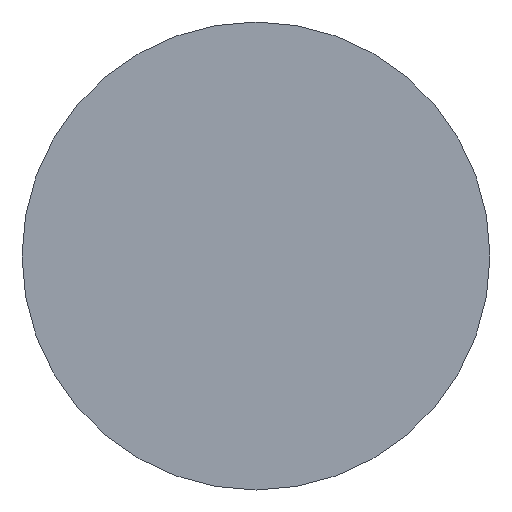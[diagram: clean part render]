
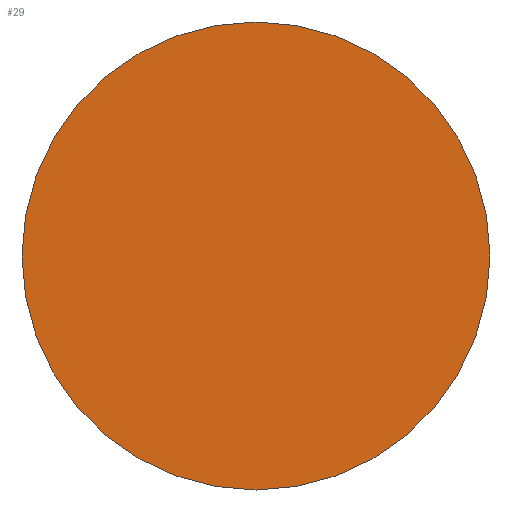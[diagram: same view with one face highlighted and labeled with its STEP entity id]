
A CAD part, left-side view. The second image highlights one B-rep face of the part: STEP entity #29.
In plain terms, the highlighted planar face has unit normal (-1, 0, 0).
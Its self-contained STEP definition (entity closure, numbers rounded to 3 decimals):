
#5 = DIRECTION ( 'NONE',  ( 0., 0., -1. ) ) ;
#6 = EDGE_CURVE ( 'NONE', #180, #106, #55, .T. ) ;
#7 = DIRECTION ( 'NONE',  ( 0., 0., 1. ) ) ;
#25 = EDGE_CURVE ( 'NONE', #106, #180, #105, .T. ) ;
#29 = ADVANCED_FACE ( 'NONE', ( #58 ), #81, .F. ) ;
#37 = ORIENTED_EDGE ( 'NONE', *, *, #25, .T. ) ;
#49 = AXIS2_PLACEMENT_3D ( 'NONE', #160, #57, #80 ) ;
#55 = CIRCLE ( 'NONE', #72, 40. ) ;
#57 = DIRECTION ( 'NONE',  ( -1., 0., 0. ) ) ;
#58 = FACE_OUTER_BOUND ( 'NONE', #184, .T. ) ;
#71 = DIRECTION ( 'NONE',  ( 1., 0., 0. ) ) ;
#72 = AXIS2_PLACEMENT_3D ( 'NONE', #125, #165, #7 ) ;
#80 = DIRECTION ( 'NONE',  ( 0., 0., 1. ) ) ;
#81 = PLANE ( 'NONE',  #141 ) ;
#101 = CARTESIAN_POINT ( 'NONE',  ( 236.156, 130.042, -40. ) ) ;
#105 = CIRCLE ( 'NONE', #49, 40. ) ;
#106 = VERTEX_POINT ( 'NONE', #101 ) ;
#125 = CARTESIAN_POINT ( 'NONE',  ( 236.156, 130.042, 0. ) ) ;
#131 = CARTESIAN_POINT ( 'NONE',  ( 236.156, 130.042, 40. ) ) ;
#141 = AXIS2_PLACEMENT_3D ( 'NONE', #161, #71, #5 ) ;
#146 = ORIENTED_EDGE ( 'NONE', *, *, #6, .T. ) ;
#160 = CARTESIAN_POINT ( 'NONE',  ( 236.156, 130.042, 0. ) ) ;
#161 = CARTESIAN_POINT ( 'NONE',  ( 236.156, 130.042, 0. ) ) ;
#165 = DIRECTION ( 'NONE',  ( -1., 0., 0. ) ) ;
#180 = VERTEX_POINT ( 'NONE', #131 ) ;
#184 = EDGE_LOOP ( 'NONE', ( #146, #37 ) ) ;
